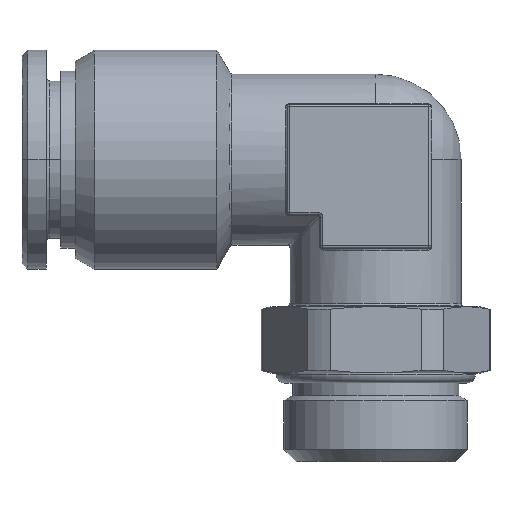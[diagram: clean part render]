
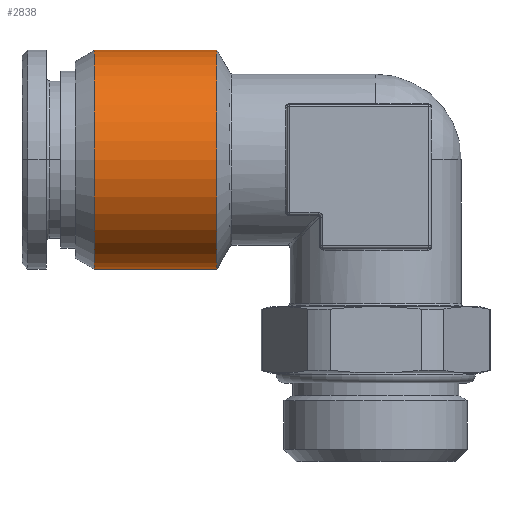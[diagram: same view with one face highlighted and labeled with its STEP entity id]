
A CAD part, top view. The second image highlights one B-rep face of the part: STEP entity #2838.
In plain terms, the highlighted cylindrical face has radius 9.9 mm (diameter 19.8 mm), a partial arc.
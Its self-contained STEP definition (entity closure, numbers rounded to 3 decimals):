
#86=CARTESIAN_POINT('',(-25.461,0.,0.));
#87=DIRECTION('',(1.,0.,0.));
#88=DIRECTION('',(0.,1.,0.));
#89=AXIS2_PLACEMENT_3D('',#86,#87,#88);
#91=CARTESIAN_POINT('',(-14.365,0.,0.));
#92=DIRECTION('',(1.,0.,0.));
#93=DIRECTION('',(0.,1.,0.));
#94=AXIS2_PLACEMENT_3D('',#91,#92,#93);
#119=DIRECTION('',(1.,0.,0.));
#120=VECTOR('',#119,11.096);
#121=CARTESIAN_POINT('',(-25.461,9.9,0.));
#122=LINE('',#121,#120);
#128=DIRECTION('',(1.,0.,0.));
#129=VECTOR('',#128,11.096);
#130=CARTESIAN_POINT('',(-25.461,-9.9,0.));
#131=LINE('',#130,#129);
#2350=CARTESIAN_POINT('',(-25.461,9.9,0.));
#2351=CARTESIAN_POINT('',(-25.461,-9.9,0.));
#2352=VERTEX_POINT('',#2350);
#2353=VERTEX_POINT('',#2351);
#2383=CARTESIAN_POINT('',(-14.365,9.9,0.));
#2384=CARTESIAN_POINT('',(-14.365,-9.9,0.));
#2385=VERTEX_POINT('',#2383);
#2386=VERTEX_POINT('',#2384);
#2824=CARTESIAN_POINT('',(-27.842,0.,0.));
#2825=DIRECTION('',(1.,0.,0.));
#2826=DIRECTION('',(0.,-1.,0.));
#2827=AXIS2_PLACEMENT_3D('',#2824,#2825,#2826);
#2828=CYLINDRICAL_SURFACE('',#2827,9.9);
#2830=ORIENTED_EDGE('',*,*,#2829,.T.);
#2832=ORIENTED_EDGE('',*,*,#2831,.F.);
#2833=ORIENTED_EDGE('',*,*,#2819,.F.);
#2835=ORIENTED_EDGE('',*,*,#2834,.T.);
#2836=EDGE_LOOP('',(#2830,#2832,#2833,#2835));
#2837=FACE_OUTER_BOUND('',#2836,.F.);
#2838=ADVANCED_FACE('',(#2837),#2828,.T.);
#90=CIRCLE('',#89,9.9);
#95=CIRCLE('',#94,9.9);
#2819=EDGE_CURVE('',#2352,#2353,#90,.T.);
#2829=EDGE_CURVE('',#2385,#2386,#95,.T.);
#2831=EDGE_CURVE('',#2353,#2386,#131,.T.);
#2834=EDGE_CURVE('',#2352,#2385,#122,.T.);
